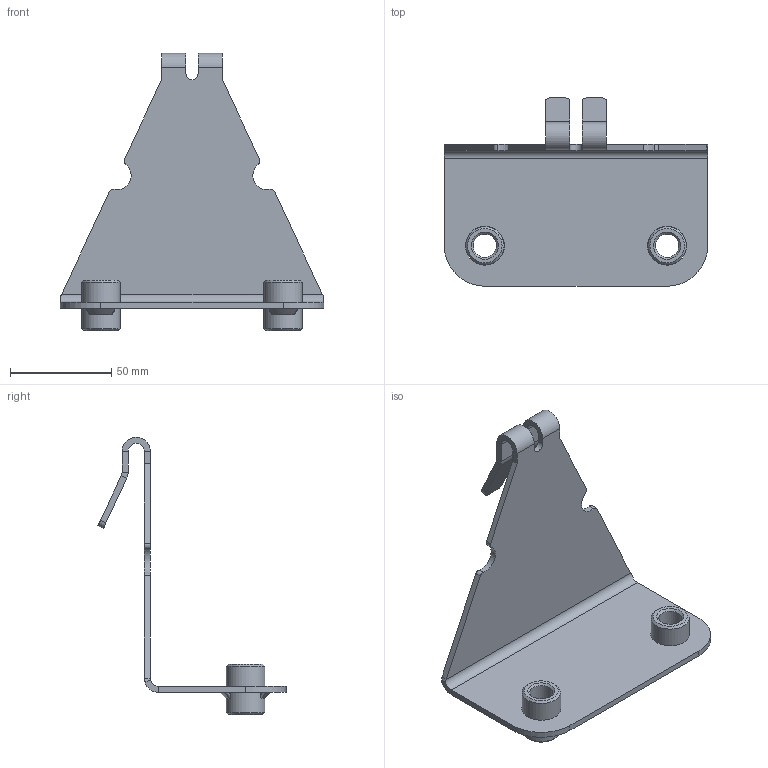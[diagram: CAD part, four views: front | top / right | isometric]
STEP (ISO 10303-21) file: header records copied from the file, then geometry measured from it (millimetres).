
FILE_DESCRIPTION(/* description */ (''),/* implementation_level */ '2;1');
FILE_NAME(/* name */ 'Montagehalterung_CLASSIC_FUTURA_NOVA_FLEX_Schutzgitter_2fach_G1_4i_Edelstahl_109690_Rev_a.stp',/* time_stamp */ '2015-04-14T09:36:59+02:00',/* author */ ('002180'),/* organization */ (''),/* preprocessor_version */ 'ST-DEVELOPER v15.6',/* originating_system */ 'Autodesk Inventor 2015',/* authorisation */ '');
FILE_SCHEMA (('AUTOMOTIVE_DESIGN { 1 0 10303 214 3 1 1 }'));
Length unit declared in the file: millimetre
Products named in the file (4): Hülse G1_4; Schweißnaht; anmhg06a
Bounding box: 130 x 92.91 x 136.99 mm (x, y, z)
Volume: 64096.5 mm3; surface area: 45263.3 mm2
Topology: 7 solids, 7 shells, 114 faces, 256 edges, 156 vertices
Faces by surface type: plane 59, cylinder 33, cone 12, bspline 10
Full cylindrical faces by diameter (mm): 11.445 x2, 19 x2, 19.2 x2
Entity records: 2940 total; most frequent: CARTESIAN_POINT 805, DIRECTION 436, ORIENTED_EDGE 404, EDGE_CURVE 202, AXIS2_PLACEMENT_3D 159, VERTEX_POINT 126, LINE 118, VECTOR 118
